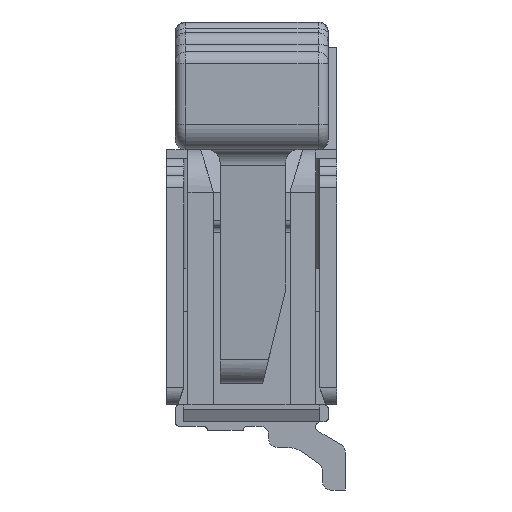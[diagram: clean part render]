
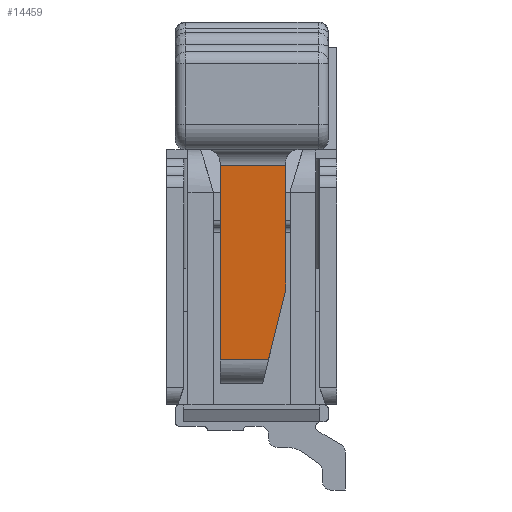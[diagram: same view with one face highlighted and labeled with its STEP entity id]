
A CAD part, left-side view. The second image highlights one B-rep face of the part: STEP entity #14459.
In plain terms, the highlighted face is planar.
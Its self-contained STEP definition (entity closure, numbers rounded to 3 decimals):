
#557 = LINE ( 'NONE', #13087, #8402 ) ;
#705 = VECTOR ( 'NONE', #16263, 1000. ) ;
#957 = CARTESIAN_POINT ( 'NONE',  ( 945.606, 38.612, -0.373 ) ) ;
#1108 = DIRECTION ( 'NONE',  ( 0., 0., 1. ) ) ;
#1246 = PLANE ( 'NONE',  #2949 ) ;
#1698 = EDGE_CURVE ( 'NONE', #3615, #16446, #8440, .T. ) ;
#2089 = EDGE_LOOP ( 'NONE', ( #20425, #10944, #6259, #16484, #17589 ) ) ;
#2092 = CARTESIAN_POINT ( 'NONE',  ( 945.44, 40.898, -0.373 ) ) ;
#2749 = VECTOR ( 'NONE', #9333, 1000. ) ;
#2949 = AXIS2_PLACEMENT_3D ( 'NONE', #10840, #12313, #17212 ) ;
#3115 = EDGE_CURVE ( 'NONE', #16213, #7548, #557, .T. ) ;
#3615 = VERTEX_POINT ( 'NONE', #957 ) ;
#4434 = VECTOR ( 'NONE', #1108, 1000. ) ;
#4731 = EDGE_CURVE ( 'NONE', #16446, #16213, #11109, .T. ) ;
#5490 = EDGE_CURVE ( 'NONE', #16666, #7548, #8920, .T. ) ;
#6259 = ORIENTED_EDGE ( 'NONE', *, *, #5490, .F. ) ;
#7548 = VERTEX_POINT ( 'NONE', #13527 ) ;
#8402 = VECTOR ( 'NONE', #9755, 1000. ) ;
#8440 = LINE ( 'NONE', #13041, #705 ) ;
#8792 = EDGE_CURVE ( 'NONE', #16666, #3615, #15702, .T. ) ;
#8920 = LINE ( 'NONE', #16855, #4434 ) ;
#9333 = DIRECTION ( 'NONE',  ( -0.07, 0.969, 0.238 ) ) ;
#9544 = DIRECTION ( 'NONE',  ( 0.073, -0.997, 0. ) ) ;
#9755 = DIRECTION ( 'NONE',  ( -0.073, 0.997, 0. ) ) ;
#10591 = CARTESIAN_POINT ( 'NONE',  ( 945.547, 39.434, 0.397 ) ) ;
#10840 = CARTESIAN_POINT ( 'NONE',  ( 945.523, 39.755, 0.012 ) ) ;
#10944 = ORIENTED_EDGE ( 'NONE', *, *, #3115, .T. ) ;
#11109 = LINE ( 'NONE', #15694, #2749 ) ;
#12313 = DIRECTION ( 'NONE',  ( 0.997, 0.073, 0. ) ) ;
#12969 = CARTESIAN_POINT ( 'NONE',  ( 945.606, 38.612, 0.196 ) ) ;
#13041 = CARTESIAN_POINT ( 'NONE',  ( 945.606, 38.612, -0.373 ) ) ;
#13087 = CARTESIAN_POINT ( 'NONE',  ( 945.547, 39.434, 0.397 ) ) ;
#13527 = CARTESIAN_POINT ( 'NONE',  ( 945.44, 40.898, 0.397 ) ) ;
#14339 = CARTESIAN_POINT ( 'NONE',  ( 945.44, 40.898, -0.373 ) ) ;
#14459 = ADVANCED_FACE ( 'NONE', ( #19096 ), #1246, .F. ) ;
#14861 = VECTOR ( 'NONE', #9544, 1000. ) ;
#15694 = CARTESIAN_POINT ( 'NONE',  ( 945.606, 38.612, 0.196 ) ) ;
#15702 = LINE ( 'NONE', #14339, #14861 ) ;
#16213 = VERTEX_POINT ( 'NONE', #10591 ) ;
#16263 = DIRECTION ( 'NONE',  ( 0., 0., 1. ) ) ;
#16446 = VERTEX_POINT ( 'NONE', #12969 ) ;
#16484 = ORIENTED_EDGE ( 'NONE', *, *, #8792, .T. ) ;
#16666 = VERTEX_POINT ( 'NONE', #2092 ) ;
#16855 = CARTESIAN_POINT ( 'NONE',  ( 945.44, 40.898, -0.373 ) ) ;
#17212 = DIRECTION ( 'NONE',  ( 0., 0., -1. ) ) ;
#17589 = ORIENTED_EDGE ( 'NONE', *, *, #1698, .T. ) ;
#19096 = FACE_OUTER_BOUND ( 'NONE', #2089, .T. ) ;
#20425 = ORIENTED_EDGE ( 'NONE', *, *, #4731, .T. ) ;
